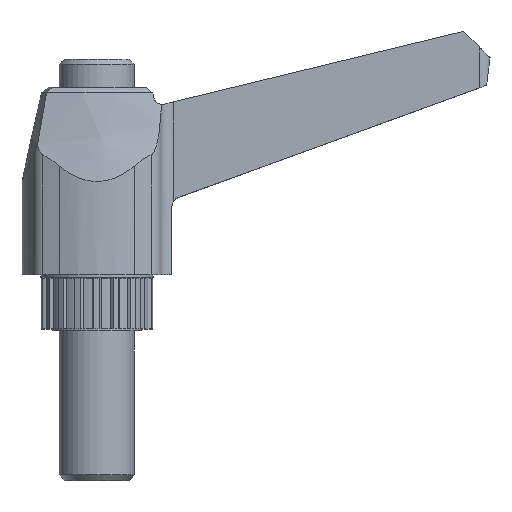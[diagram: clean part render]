
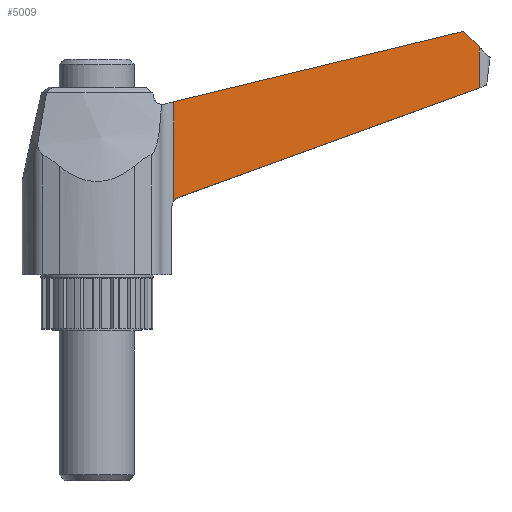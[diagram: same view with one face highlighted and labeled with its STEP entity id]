
A CAD part, top view. The second image highlights one B-rep face of the part: STEP entity #5009.
In plain terms, the highlighted planar face has unit normal (0.043, 0, 0.999).
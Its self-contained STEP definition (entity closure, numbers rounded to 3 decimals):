
#750=DIRECTION('',(0.,1.,0.));
#751=VECTOR('',#750,10.659);
#752=CARTESIAN_POINT('',(8.188,13.803,4.456));
#753=LINE('',#752,#751);
#1315=DIRECTION('',(-0.971,-0.236,0.042));
#1316=VECTOR('',#1315,31.931);
#1317=CARTESIAN_POINT('',(39.187,32.,3.121));
#1318=LINE('',#1317,#1316);
#1383=CARTESIAN_POINT('',(8.791,14.287,4.43));
#1384=CARTESIAN_POINT('',(8.535,14.194,4.441));
#1385=CARTESIAN_POINT('',(8.334,14.033,4.45));
#1386=CARTESIAN_POINT('',(8.188,13.803,4.456));
#1515=DIRECTION('',(0.939,0.342,-0.04));
#1516=VECTOR('',#1515,34.148);
#1517=CARTESIAN_POINT('',(8.791,14.287,4.43));
#1518=LINE('',#1517,#1516);
#1522=CARTESIAN_POINT('',(40.853,25.957,3.049));
#1573=DIRECTION('',(0.,1.,0.));
#1574=VECTOR('',#1573,4.378);
#1575=CARTESIAN_POINT('',(40.853,25.957,3.049));
#1576=LINE('',#1575,#1574);
#1606=CARTESIAN_POINT('',(40.853,30.335,3.049));
#1618=DIRECTION('',(0.707,-0.707,-0.03));
#1619=VECTOR('',#1618,2.356);
#1620=CARTESIAN_POINT('',(39.187,32.,3.121));
#1621=LINE('',#1620,#1619);
#3491=VERTEX_POINT('',#1383);
#3492=VERTEX_POINT('',#1386);
#3496=VERTEX_POINT('',#1522);
#3504=VERTEX_POINT('',#1606);
#3505=CARTESIAN_POINT('',(39.187,32.,3.121));
#3506=VERTEX_POINT('',#3505);
#3509=CARTESIAN_POINT('',(8.188,24.461,4.456));
#3510=VERTEX_POINT('',#3509);
#4994=CARTESIAN_POINT('',(40.853,0.,3.049));
#4995=DIRECTION('',(-0.043,0.,-0.999));
#4996=DIRECTION('',(-0.999,0.,0.043));
#4997=AXIS2_PLACEMENT_3D('',#4994,#4995,#4996);
#4998=PLANE('',#4997);
#4999=ORIENTED_EDGE('',*,*,#4854,.T.);
#5000=ORIENTED_EDGE('',*,*,#4199,.T.);
#5001=ORIENTED_EDGE('',*,*,#4816,.F.);
#5003=ORIENTED_EDGE('',*,*,#5002,.T.);
#5005=ORIENTED_EDGE('',*,*,#5004,.F.);
#5006=ORIENTED_EDGE('',*,*,#4930,.F.);
#5007=EDGE_LOOP('',(#4999,#5000,#5001,#5003,#5005,#5006));
#5008=FACE_OUTER_BOUND('',#5007,.F.);
#1387=B_SPLINE_CURVE_WITH_KNOTS('',3,(#1383,#1384,#1385,#1386),.UNSPECIFIED.,
.F.,.F.,(4,4),(0.,1.),.UNSPECIFIED.);
#4199=EDGE_CURVE('',#3492,#3510,#753,.T.);
#4816=EDGE_CURVE('',#3506,#3510,#1318,.T.);
#4854=EDGE_CURVE('',#3491,#3492,#1387,.T.);
#4930=EDGE_CURVE('',#3491,#3496,#1518,.T.);
#5002=EDGE_CURVE('',#3506,#3504,#1621,.T.);
#5004=EDGE_CURVE('',#3496,#3504,#1576,.T.);
#5009=ADVANCED_FACE('',(#5008),#4998,.F.);
